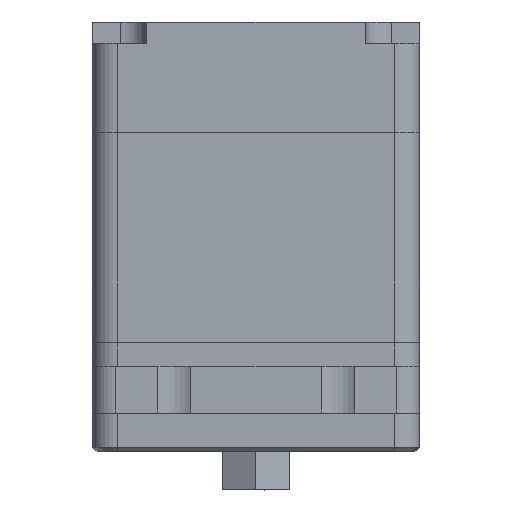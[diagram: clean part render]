
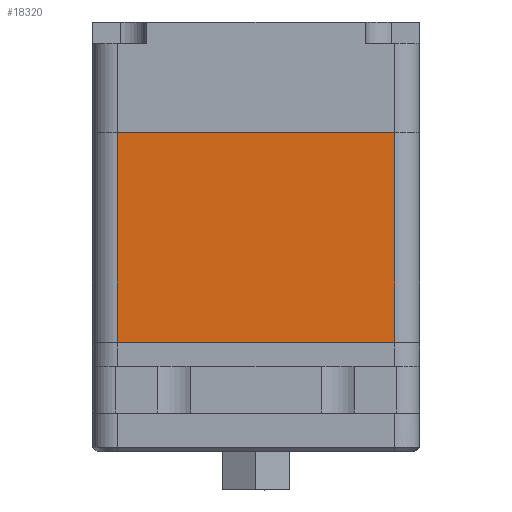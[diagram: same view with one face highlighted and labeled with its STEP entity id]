
A CAD part, left-side view. The second image highlights one B-rep face of the part: STEP entity #18320.
In plain terms, the highlighted planar face has unit normal (-1, 0, 0).
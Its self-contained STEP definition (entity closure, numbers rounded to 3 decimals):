
#1251 = VERTEX_POINT ( 'NONE', #3001 ) ;
#1968 = DIRECTION ( 'NONE',  ( 0., 0., -1. ) ) ;
#2390 = VECTOR ( 'NONE', #3908, 1000. ) ;
#3001 = CARTESIAN_POINT ( 'NONE',  ( -145.5, -1.6, 0. ) ) ;
#3908 = DIRECTION ( 'NONE',  ( 0., 0., 1. ) ) ;
#4675 = LINE ( 'NONE', #9580, #18191 ) ;
#6446 = CARTESIAN_POINT ( 'NONE',  ( -145.5, -19.4, -13.45 ) ) ;
#7326 = CARTESIAN_POINT ( 'NONE',  ( -145.5, -19.4, -13.45 ) ) ;
#7713 = EDGE_CURVE ( 'NONE', #1251, #30926, #8461, .T. ) ;
#8139 = CARTESIAN_POINT ( 'NONE',  ( -145.5, -1.6, -13.45 ) ) ;
#8461 = LINE ( 'NONE', #18928, #28729 ) ;
#9580 = CARTESIAN_POINT ( 'NONE',  ( -145.5, -1.6, 0. ) ) ;
#11878 = CARTESIAN_POINT ( 'NONE',  ( -145.5, -19.4, 0. ) ) ;
#14406 = EDGE_CURVE ( 'NONE', #25843, #30926, #29627, .T. ) ;
#14729 = LINE ( 'NONE', #8139, #20184 ) ;
#16394 = DIRECTION ( 'NONE',  ( 0., -1., 0. ) ) ;
#16932 = CARTESIAN_POINT ( 'NONE',  ( -145.5, -20.29, 0.672 ) ) ;
#18136 = ORIENTED_EDGE ( 'NONE', *, *, #27580, .T. ) ;
#18162 = AXIS2_PLACEMENT_3D ( 'NONE', #16932, #19306, #21526 ) ;
#18191 = VECTOR ( 'NONE', #1968, 1000. ) ;
#18320 = ADVANCED_FACE ( 'NONE', ( #29471 ), #26933, .T. ) ;
#18928 = CARTESIAN_POINT ( 'NONE',  ( -145.5, -1.6, 0. ) ) ;
#19223 = EDGE_CURVE ( 'NONE', #1251, #29030, #4675, .T. ) ;
#19306 = DIRECTION ( 'NONE',  ( -1., 0., 0. ) ) ;
#20184 = VECTOR ( 'NONE', #23198, 1000. ) ;
#20837 = ORIENTED_EDGE ( 'NONE', *, *, #7713, .F. ) ;
#21526 = DIRECTION ( 'NONE',  ( 0., 0., 1. ) ) ;
#22395 = EDGE_LOOP ( 'NONE', ( #31707, #18136, #32197, #20837 ) ) ;
#23198 = DIRECTION ( 'NONE',  ( 0., -1., 0. ) ) ;
#25471 = CARTESIAN_POINT ( 'NONE',  ( -145.5, -1.6, -13.45 ) ) ;
#25843 = VERTEX_POINT ( 'NONE', #7326 ) ;
#26933 = PLANE ( 'NONE',  #18162 ) ;
#27580 = EDGE_CURVE ( 'NONE', #29030, #25843, #14729, .T. ) ;
#28729 = VECTOR ( 'NONE', #16394, 1000. ) ;
#29030 = VERTEX_POINT ( 'NONE', #25471 ) ;
#29471 = FACE_OUTER_BOUND ( 'NONE', #22395, .T. ) ;
#29627 = LINE ( 'NONE', #6446, #2390 ) ;
#30926 = VERTEX_POINT ( 'NONE', #11878 ) ;
#31707 = ORIENTED_EDGE ( 'NONE', *, *, #19223, .T. ) ;
#32197 = ORIENTED_EDGE ( 'NONE', *, *, #14406, .T. ) ;
